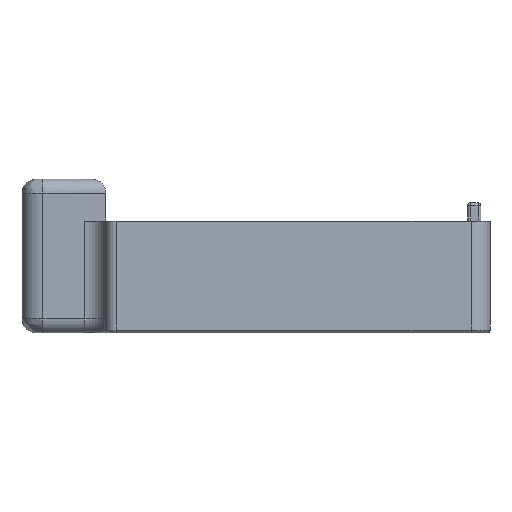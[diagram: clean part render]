
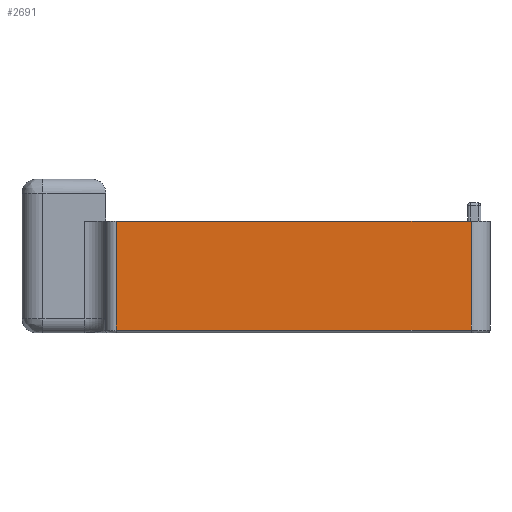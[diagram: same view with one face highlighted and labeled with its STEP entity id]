
A CAD part, front view. The second image highlights one B-rep face of the part: STEP entity #2691.
In plain terms, the highlighted planar face has unit normal (0, -1, 0).
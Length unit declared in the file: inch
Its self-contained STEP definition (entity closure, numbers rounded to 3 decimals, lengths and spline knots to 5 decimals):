
#75=PLANE('',#2898);
#322=FACE_OUTER_BOUND('',#494,.T.);
#494=EDGE_LOOP('',(#1971,#1972,#1973,#1974));
#754=LINE('',#5809,#945);
#762=LINE('',#5928,#953);
#763=LINE('',#5930,#954);
#764=LINE('',#5931,#955);
#945=VECTOR('',#3276,0.3937);
#953=VECTOR('',#3326,0.3937);
#954=VECTOR('',#3327,0.3937);
#955=VECTOR('',#3328,0.3937);
#1165=VERTEX_POINT('',#5801);
#1167=VERTEX_POINT('',#5807);
#1185=VERTEX_POINT('',#5927);
#1186=VERTEX_POINT('',#5929);
#1454=EDGE_CURVE('',#1167,#1165,#754,.T.);
#1480=EDGE_CURVE('',#1167,#1185,#762,.T.);
#1481=EDGE_CURVE('',#1185,#1186,#763,.T.);
#1482=EDGE_CURVE('',#1186,#1165,#764,.T.);
#1971=ORIENTED_EDGE('',*,*,#1454,.F.);
#1972=ORIENTED_EDGE('',*,*,#1480,.T.);
#1973=ORIENTED_EDGE('',*,*,#1481,.T.);
#1974=ORIENTED_EDGE('',*,*,#1482,.T.);
#2691=ADVANCED_FACE('',(#322),#75,.F.);
#2898=AXIS2_PLACEMENT_3D('',#5926,#3324,#3325);
#3276=DIRECTION('',(-1.,0.,0.));
#3324=DIRECTION('center_axis',(0.,1.,0.));
#3325=DIRECTION('ref_axis',(-1.,0.,0.));
#3326=DIRECTION('',(0.,0.,1.));
#3327=DIRECTION('',(-1.,0.,0.));
#3328=DIRECTION('',(0.,0.,-1.));
#5801=CARTESIAN_POINT('',(-1.973,-1.045,-0.398));
#5807=CARTESIAN_POINT('',(0.567,-1.045,-0.398));
#5809=CARTESIAN_POINT('',(0.0145,-1.045,-0.398));
#5926=CARTESIAN_POINT('Origin',(0.702,-1.045,-0.418));
#5927=CARTESIAN_POINT('',(0.567,-1.045,0.382));
#5928=CARTESIAN_POINT('',(0.567,-1.045,-0.418));
#5929=CARTESIAN_POINT('',(-1.973,-1.045,0.382));
#5930=CARTESIAN_POINT('',(0.702,-1.045,0.382));
#5931=CARTESIAN_POINT('',(-1.973,-1.045,-0.418));
